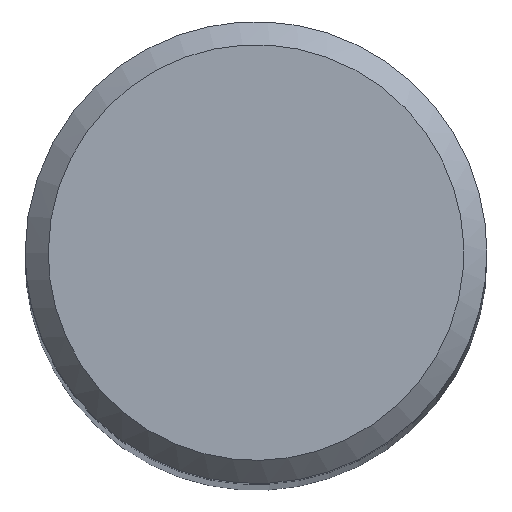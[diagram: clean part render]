
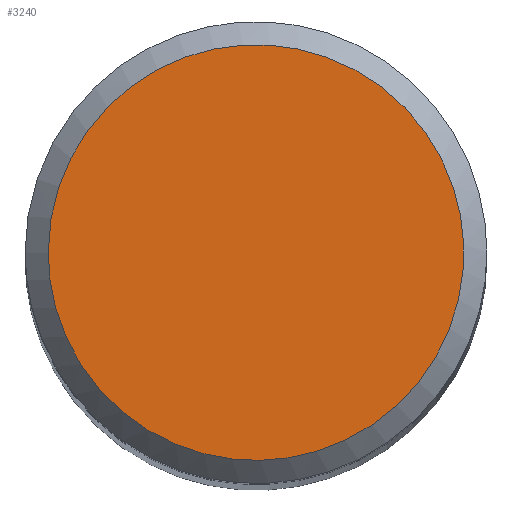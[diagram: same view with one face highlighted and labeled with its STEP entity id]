
A CAD part, top view. The second image highlights one B-rep face of the part: STEP entity #3240.
In plain terms, the highlighted free-form (B-spline) face has degree [1, 1] with [2, 2] control points.
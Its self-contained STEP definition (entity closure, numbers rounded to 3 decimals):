
#2730 = CARTESIAN_POINT ('', (-2.025, 0., 0.));
#2740 = VERTEX_POINT ('', #2730);
#2800 = CARTESIAN_POINT ('', (-2.025, 0., 0.));
#2810 = CARTESIAN_POINT ('', (-2.025, 2.025, 0.));
#2820 = CARTESIAN_POINT ('', (0., 2.025, 0.));
#2830 = CARTESIAN_POINT ('', (2.025, 2.025, 0.));
#2840 = CARTESIAN_POINT ('', (2.025, 0., 0.));
#2850 = CARTESIAN_POINT ('', (2.025, -2.025, 0.));
#2860 = CARTESIAN_POINT ('', (0., -2.025, 0.));
#2870 = CARTESIAN_POINT ('', (-2.025, -2.025, 0.));
#2880 = CARTESIAN_POINT ('', (-2.025, 0., 0.));
#2890 = (
   BOUNDED_CURVE ()
   B_SPLINE_CURVE (2, (#2800, #2810, #2820, #2830, #2840, #2850, #2860, #2870, #2880), .UNSPECIFIED., .T., .U.)
   B_SPLINE_CURVE_WITH_KNOTS ((3, 2, 2, 2, 3), (0., 0.25, 0.5, 0.75, 1.), .UNSPECIFIED.)
   CURVE ()
   GEOMETRIC_REPRESENTATION_ITEM ()
   RATIONAL_B_SPLINE_CURVE ((1., 0.707, 1., 0.707, 1., 0.707, 1., 0.707, 1.))
   REPRESENTATION_ITEM ('')
);
#2900 = EDGE_CURVE ('', #2740, #2740, #2890, .T.);
#3160 = ORIENTED_EDGE ('', *, *, #2900, .F.);
#3170 = EDGE_LOOP ('', (#3160));
#3180 = FACE_OUTER_BOUND ('', #3170, .T.);
#3190 = CARTESIAN_POINT ('', (2.025, -2.025, 0.));
#3200 = CARTESIAN_POINT ('', (-2.025, -2.025, 0.));
#3210 = CARTESIAN_POINT ('', (2.025, 2.025, 0.));
#3220 = CARTESIAN_POINT ('', (-2.025, 2.025, 0.));
#3230 = B_SPLINE_SURFACE_WITH_KNOTS ('', 1, 1, ((#3190, #3200), (#3210, #3220)), .UNSPECIFIED., .F., .F., .U., (2, 2), (2, 2), (0.045, 0.955), (0.045, 0.955), .UNSPECIFIED.);
#3240 = ADVANCED_FACE ('', (#3180), #3230, .T.);
